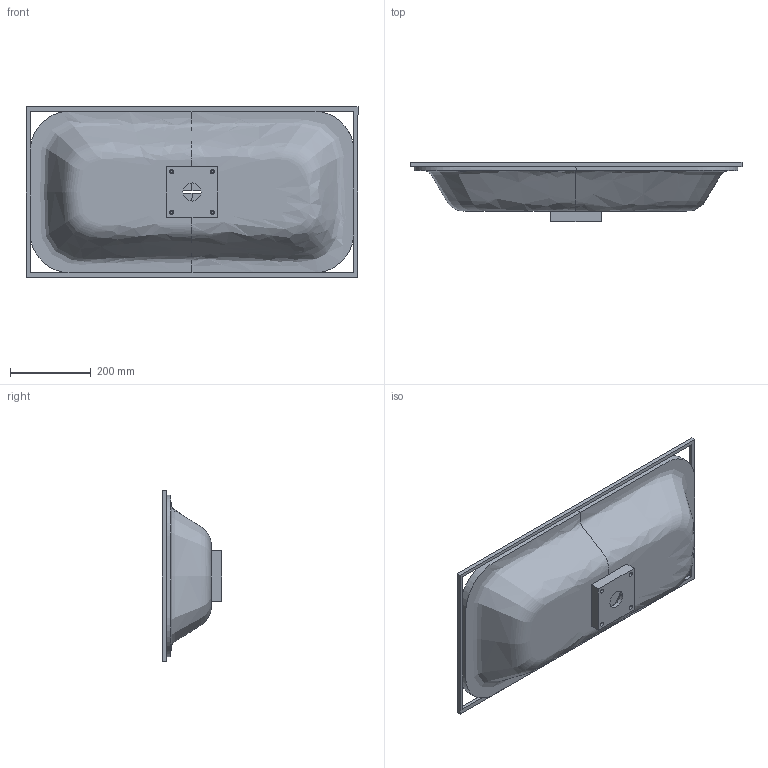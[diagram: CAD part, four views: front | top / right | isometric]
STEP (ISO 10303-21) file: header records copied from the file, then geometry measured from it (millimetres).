
FILE_DESCRIPTION (( 'STEP AP214' ), '1' );
FILE_NAME ('Fovea_grande_schlitz.STEP', '2018-06-29T08:29:51', ( '' ), ( '' ), 'SwSTEP 2.0', 'SolidWorks 2017', '' );
FILE_SCHEMA (( 'AUTOMOTIVE_DESIGN' ));
Length unit declared in the file: millimetre
Products named in the file (2): Fovea_grande_schlitz
Bounding box: 820 x 146 x 420 mm (x, y, z)
Volume: 8444824.1 mm3; surface area: 979539.7 mm2
Topology: 3 solids, 3 shells, 60 faces, 147 edges, 96 vertices
Faces by surface type: plane 27, cylinder 25, bspline 6, cone 2
Entity records: 10134 total; most frequent: CARTESIAN_POINT 8624, ORIENTED_EDGE 294, DIRECTION 291, EDGE_CURVE 147, AXIS2_PLACEMENT_3D 105, VERTEX_POINT 96, LINE 81, VECTOR 81
